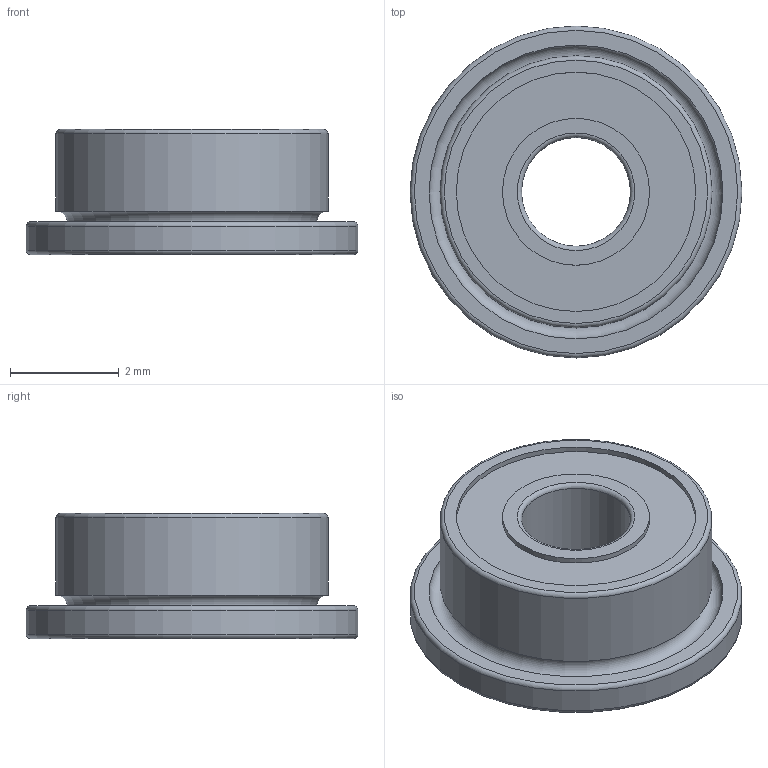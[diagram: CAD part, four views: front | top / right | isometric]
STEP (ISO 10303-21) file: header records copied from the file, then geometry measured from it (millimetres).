
FILE_DESCRIPTION( ( 'STEP AP203' ), ' ' );
FILE_NAME( 'C-SFL682ZZ.stp', '2017-10-08T16:48:08', ( '' ), ( '' ), ' ', 'PARTsolutions', ' ' );
FILE_SCHEMA( ( 'CONFIG_CONTROL_DESIGN' ) );
Length unit declared in the file: millimetre
Products named in the file (1): _C-SFL682ZZ
Bounding box: 6.1 x 6.1 x 2.3 mm (x, y, z)
Volume: 40.2 mm3; surface area: 115.1 mm2
Topology: 1 solids, 1 shells, 20 faces, 33 edges, 20 vertices
Faces by surface type: plane 7, cylinder 7, torus 6
Full cylindrical faces by diameter (mm): 2 x1, 2.7 x2, 4.4 x2, 5 x1, 6.1 x1
Entity records: 452 total; most frequent: DIRECTION 82, CARTESIAN_POINT 61, AXIS2_PLACEMENT_3D 41, EDGE_LOOP 40, ORIENTED_EDGE 40, FACE_OUTER_BOUND 33, ADVANCED_FACE 20, EDGE_CURVE 20
